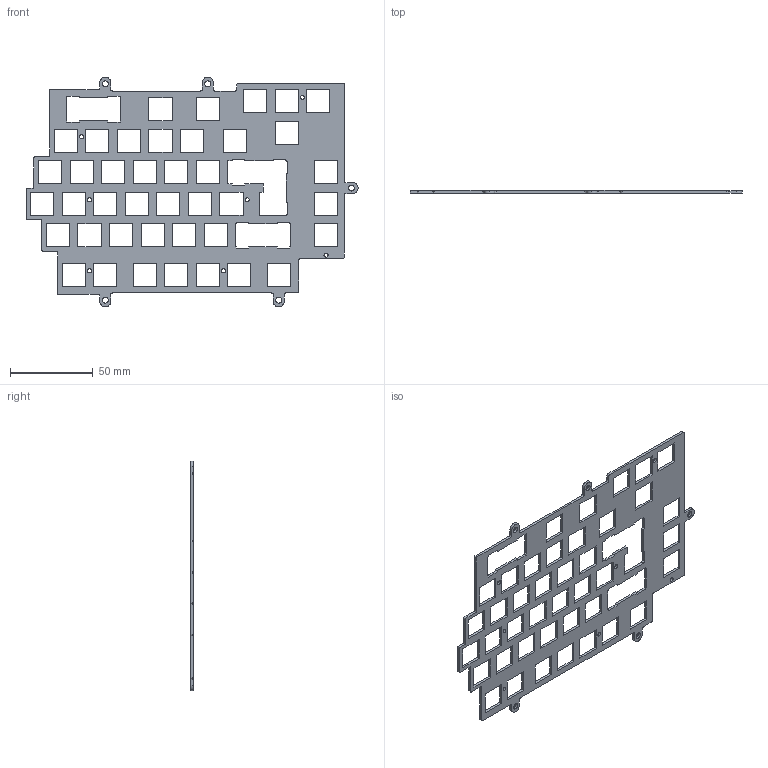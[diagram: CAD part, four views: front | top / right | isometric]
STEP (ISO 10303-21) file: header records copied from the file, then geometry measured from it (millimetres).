
FILE_DESCRIPTION (( 'STEP AP214' ), '1' );
FILE_NAME ('UM80_R_Plate_v5.STEP', '2023-03-26T14:55:29', ( '' ), ( '' ), 'SwSTEP 2.0', 'SolidWorks 2019', '' );
FILE_SCHEMA (( 'AUTOMOTIVE_DESIGN' ));
Length unit declared in the file: millimetre
Products named in the file (1): UM80_R_Plate_v5
Bounding box: 200.55 x 1.6 x 138.61 mm (x, y, z)
Volume: 19568.9 mm3; surface area: 29998.5 mm2
Topology: 1 solids, 1 shells, 330 faces, 984 edges, 656 vertices
Faces by surface type: plane 270, cylinder 60
Entity records: 11226 total; most frequent: CARTESIAN_POINT 1971, ORIENTED_EDGE 1968, DIRECTION 1766, EDGE_CURVE 984, LINE 864, VECTOR 864, VERTEX_POINT 656, AXIS2_PLACEMENT_3D 451
